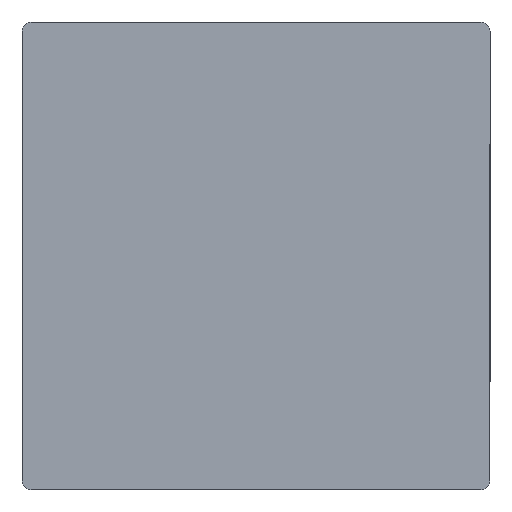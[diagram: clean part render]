
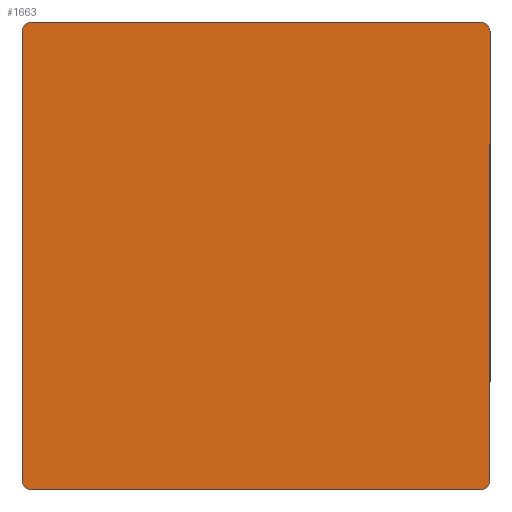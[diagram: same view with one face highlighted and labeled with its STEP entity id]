
A CAD part, front view. The second image highlights one B-rep face of the part: STEP entity #1663.
In plain terms, the highlighted planar face has unit normal (0, -1, 0).
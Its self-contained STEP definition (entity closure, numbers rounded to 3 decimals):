
#2 = VERTEX_POINT ( 'NONE', #634 ) ;
#48 = CARTESIAN_POINT ( 'NONE',  ( -75., 0., -75. ) ) ;
#52 = EDGE_CURVE ( 'NONE', #2, #1600, #1211, .T. ) ;
#59 = EDGE_CURVE ( 'NONE', #1066, #1407, #1376, .T. ) ;
#66 = LINE ( 'NONE', #48, #1275 ) ;
#89 = CARTESIAN_POINT ( 'NONE',  ( 0., 0., 0. ) ) ;
#97 = PLANE ( 'NONE',  #801 ) ;
#212 = CARTESIAN_POINT ( 'NONE',  ( 75., 0., -72. ) ) ;
#228 = VECTOR ( 'NONE', #1036, 1000. ) ;
#234 = CARTESIAN_POINT ( 'NONE',  ( -75., 0., 75. ) ) ;
#245 = VERTEX_POINT ( 'NONE', #710 ) ;
#261 = VERTEX_POINT ( 'NONE', #594 ) ;
#269 = DIRECTION ( 'NONE',  ( 0., -1., 0. ) ) ;
#300 = LINE ( 'NONE', #1261, #476 ) ;
#314 = EDGE_CURVE ( 'NONE', #1066, #1122, #300, .T. ) ;
#361 = DIRECTION ( 'NONE',  ( 0., -1., 0. ) ) ;
#389 = DIRECTION ( 'NONE',  ( 0., 0., 1. ) ) ;
#411 = ORIENTED_EDGE ( 'NONE', *, *, #1623, .F. ) ;
#428 = ORIENTED_EDGE ( 'NONE', *, *, #314, .F. ) ;
#456 = CIRCLE ( 'NONE', #1389, 3. ) ;
#476 = VECTOR ( 'NONE', #736, 1000. ) ;
#496 = DIRECTION ( 'NONE',  ( 0., -1., 0. ) ) ;
#521 = DIRECTION ( 'NONE',  ( 0., -1., 0. ) ) ;
#574 = ORIENTED_EDGE ( 'NONE', *, *, #1637, .T. ) ;
#583 = AXIS2_PLACEMENT_3D ( 'NONE', #1289, #496, #1037 ) ;
#594 = CARTESIAN_POINT ( 'NONE',  ( 72., 0., -75. ) ) ;
#614 = ORIENTED_EDGE ( 'NONE', *, *, #59, .T. ) ;
#618 = EDGE_CURVE ( 'NONE', #729, #1600, #1348, .T. ) ;
#634 = CARTESIAN_POINT ( 'NONE',  ( -72., 0., 75. ) ) ;
#640 = DIRECTION ( 'NONE',  ( 0., 1., 0. ) ) ;
#697 = CARTESIAN_POINT ( 'NONE',  ( -72., 0., -72. ) ) ;
#710 = CARTESIAN_POINT ( 'NONE',  ( -72., 0., -75. ) ) ;
#729 = VERTEX_POINT ( 'NONE', #1291 ) ;
#736 = DIRECTION ( 'NONE',  ( 0., 0., -1. ) ) ;
#755 = AXIS2_PLACEMENT_3D ( 'NONE', #760, #361, #1583 ) ;
#760 = CARTESIAN_POINT ( 'NONE',  ( -72., 0., 72. ) ) ;
#786 = EDGE_LOOP ( 'NONE', ( #411, #1244, #1708, #1285, #823, #574, #428, #614 ) ) ;
#801 = AXIS2_PLACEMENT_3D ( 'NONE', #89, #640, #1155 ) ;
#823 = ORIENTED_EDGE ( 'NONE', *, *, #1508, .F. ) ;
#862 = CIRCLE ( 'NONE', #1115, 3. ) ;
#989 = CARTESIAN_POINT ( 'NONE',  ( -75., 0., 72. ) ) ;
#992 = CARTESIAN_POINT ( 'NONE',  ( 75., 0., 72. ) ) ;
#1007 = LINE ( 'NONE', #234, #228 ) ;
#1036 = DIRECTION ( 'NONE',  ( 1., 0., 0. ) ) ;
#1037 = DIRECTION ( 'NONE',  ( 0., 0., 1. ) ) ;
#1049 = EDGE_CURVE ( 'NONE', #729, #245, #862, .T. ) ;
#1066 = VERTEX_POINT ( 'NONE', #992 ) ;
#1115 = AXIS2_PLACEMENT_3D ( 'NONE', #697, #269, #1241 ) ;
#1122 = VERTEX_POINT ( 'NONE', #212 ) ;
#1155 = DIRECTION ( 'NONE',  ( 0., 0., 1. ) ) ;
#1211 = CIRCLE ( 'NONE', #755, 3. ) ;
#1230 = CARTESIAN_POINT ( 'NONE',  ( 72., 0., 75. ) ) ;
#1241 = DIRECTION ( 'NONE',  ( 0., 0., 1. ) ) ;
#1244 = ORIENTED_EDGE ( 'NONE', *, *, #52, .T. ) ;
#1261 = CARTESIAN_POINT ( 'NONE',  ( 75., 0., -75. ) ) ;
#1262 = DIRECTION ( 'NONE',  ( -1., 0., 0. ) ) ;
#1275 = VECTOR ( 'NONE', #1262, 1000. ) ;
#1285 = ORIENTED_EDGE ( 'NONE', *, *, #1049, .T. ) ;
#1289 = CARTESIAN_POINT ( 'NONE',  ( 72., 0., 72. ) ) ;
#1291 = CARTESIAN_POINT ( 'NONE',  ( -75., 0., -72. ) ) ;
#1348 = LINE ( 'NONE', #1487, #1490 ) ;
#1376 = CIRCLE ( 'NONE', #583, 3. ) ;
#1389 = AXIS2_PLACEMENT_3D ( 'NONE', #1699, #521, #389 ) ;
#1407 = VERTEX_POINT ( 'NONE', #1230 ) ;
#1437 = FACE_OUTER_BOUND ( 'NONE', #786, .T. ) ;
#1487 = CARTESIAN_POINT ( 'NONE',  ( -75., 0., -75. ) ) ;
#1490 = VECTOR ( 'NONE', #1632, 1000. ) ;
#1508 = EDGE_CURVE ( 'NONE', #261, #245, #66, .T. ) ;
#1583 = DIRECTION ( 'NONE',  ( 0., 0., 1. ) ) ;
#1600 = VERTEX_POINT ( 'NONE', #989 ) ;
#1623 = EDGE_CURVE ( 'NONE', #2, #1407, #1007, .T. ) ;
#1632 = DIRECTION ( 'NONE',  ( 0., 0., 1. ) ) ;
#1637 = EDGE_CURVE ( 'NONE', #261, #1122, #456, .T. ) ;
#1663 = ADVANCED_FACE ( 'NONE', ( #1437 ), #97, .F. ) ;
#1699 = CARTESIAN_POINT ( 'NONE',  ( 72., 0., -72. ) ) ;
#1708 = ORIENTED_EDGE ( 'NONE', *, *, #618, .F. ) ;
